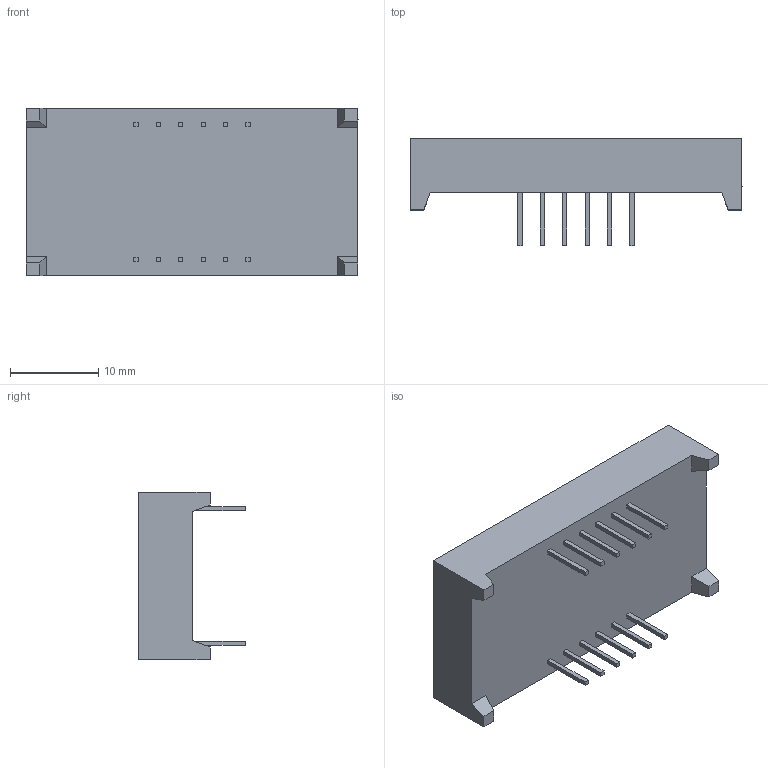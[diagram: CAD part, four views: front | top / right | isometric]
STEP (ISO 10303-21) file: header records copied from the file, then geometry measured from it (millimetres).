
FILE_DESCRIPTION(/* description */ ('STEP AP214'),/* implementation_level */ '2;1');
FILE_NAME(/* name */ '60c89788197afa0ed5e9c7f4',/* time_stamp */ '2021-06-15T12:05:30+00:00',/* author */ (''),/* organization */ (''),/* preprocessor_version */ 'ST-DEVELOPER v18.1',/* originating_system */ ' ',/* authorisation */ ' ');
FILE_SCHEMA (('AUTOMOTIVE_DESIGN {1 0 10303 214 3 1 1}'));
Length unit declared in the file: metre
Products named in the file (25): Part 25; Part 22; Part 21; Part 19; Part 18; Part 17; Part 16; Part 20; Part 24; Part 10; Part 11; Part 12; Part 15; Part 9; Part 14; Part 13; Part 23; Part 5; Part 4; Part 6; Part 8; Part 7; Part 2; Part 3; BX56-12
Bounding box: 37.6 x 12.1 x 19 mm (x, y, z)
Volume: 4404.3 mm3; surface area: 2720.4 mm2
Topology: 25 solids, 25 shells, 655 faces, 1623 edges, 1082 vertices
Faces by surface type: plane 514, cylinder 124, bspline 12, sphere 5
Full cylindrical faces by diameter (mm): 1.68 x6
Entity records: 22293 total; most frequent: CARTESIAN_POINT 4692, ORIENTED_EDGE 3234, DIRECTION 3028, EDGE_CURVE 1617, LINE 1172, VECTOR 1172, VERTEX_POINT 1082, AXIS2_PLACEMENT_3D 928
